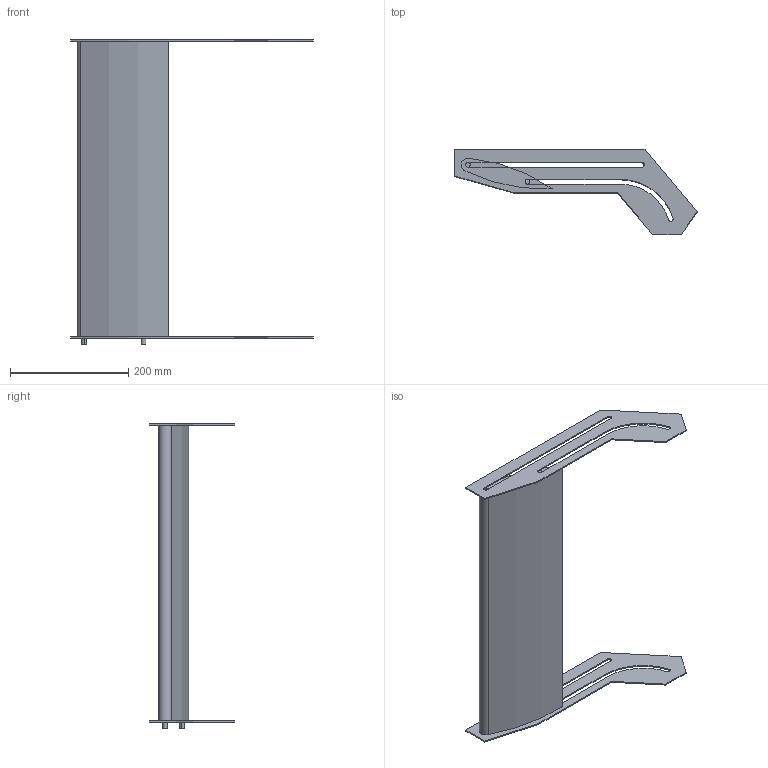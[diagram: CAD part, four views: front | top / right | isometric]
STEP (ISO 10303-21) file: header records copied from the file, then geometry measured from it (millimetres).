
FILE_DESCRIPTION (( 'STEP AP214' ), '1' );
FILE_NAME ('FLAP.STEP', '2018-11-16T18:49:16', ( '' ), ( '' ), 'SwSTEP 2.0', 'SolidWorks 2018', '' );
FILE_SCHEMA (( 'AUTOMOTIVE_DESIGN' ));
Length unit declared in the file: millimetre
Products named in the file (4): Pieza3^FLAP; Pieza2^FLAP; Pieza1^FLAP; FLAP
Assembly tree (5 placements, depth 2):
  FLAP
    Pieza1^FLAP  x2
    Pieza2^FLAP  x2
    Pieza3^FLAP
Bounding box: 409.45 x 143.7 x 514 mm (x, y, z)
Volume: 1994952.7 mm3; surface area: 339935.5 mm2
Topology: 5 solids, 5 shells, 61 faces, 153 edges, 102 vertices
Faces by surface type: plane 34, cylinder 27
Entity records: 1241 total; most frequent: DIRECTION 207, CARTESIAN_POINT 188, ORIENTED_EDGE 174, EDGE_CURVE 87, AXIS2_PLACEMENT_3D 77, VERTEX_POINT 58, LINE 53, VECTOR 53
